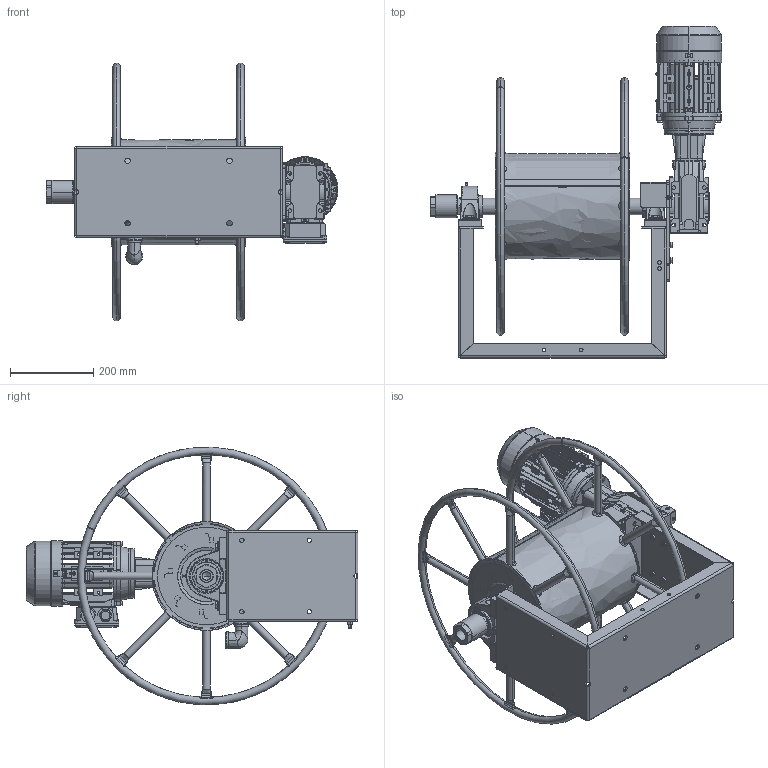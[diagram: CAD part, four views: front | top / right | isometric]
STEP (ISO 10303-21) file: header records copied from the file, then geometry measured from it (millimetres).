
FILE_DESCRIPTION((''),'2;1');
FILE_NAME('384_050_E_ASM','2020-06-15T',('CAD-01'),('CDM'),'PRO/ENGINEER BY PARAMETRIC TECHNOLOGY CORPORATION, 2015030','PRO/ENGINEER BY PARAMETRIC TECHNOLOGY CORPORATION, 2015030','');
FILE_SCHEMA(('CONFIG_CONTROL_DESIGN'));
Products named in the file (1): 384_050_E_ASM
Bounding box: 701.25 x 797.79 x 619.52 mm (x, y, z)
Surface area: 2638397.2 mm2 (no closed solid volume)
Topology: 0 solids, 240 shells, 2333 faces, 9702 edges, 7369 vertices
Faces by surface type: plane 1051, cylinder 539, cone 303, bspline 259, extrusion 82, torus 77, sphere 22
Entity records: 158580 total; most frequent: CARTESIAN_POINT 61758, ORIENTED_EDGE 14651, DIRECTION 13716, EDGE_CURVE 9680, VERTEX_POINT 7369, VECTOR 4742, LINE 4660, AXIS2_PLACEMENT_3D 4487
